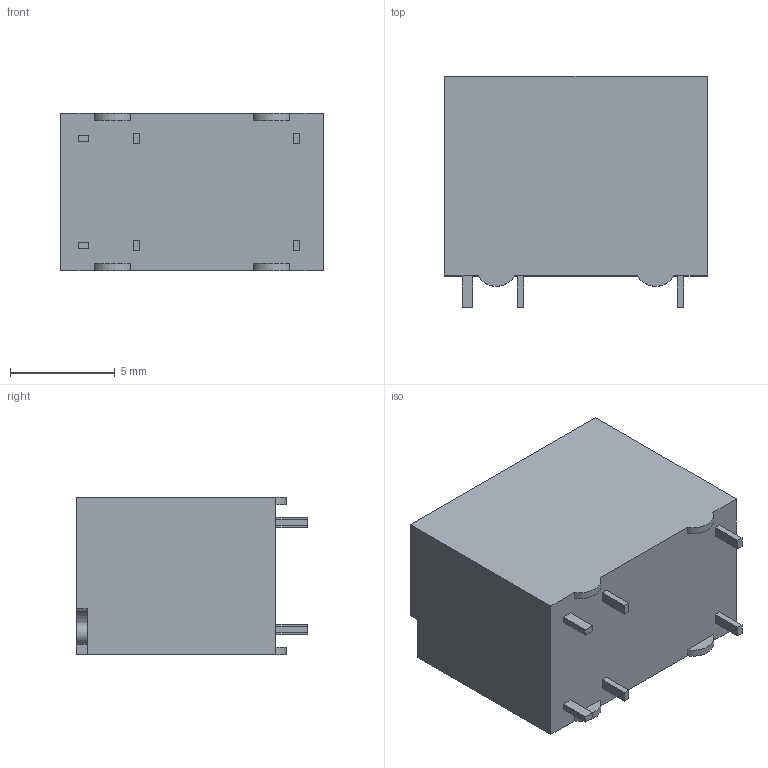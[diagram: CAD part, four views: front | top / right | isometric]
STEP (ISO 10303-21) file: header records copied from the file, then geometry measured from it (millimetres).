
FILE_DESCRIPTION(/* description */ (''),/* implementation_level */ '2;1');
FILE_NAME(/* name */ 'RELAY_G5V-1.step',/* time_stamp */ '2023-02-02T13:10:19+01:00',/* author */ (''),/* organization */ (''),/* preprocessor_version */ 'ST-DEVELOPER v19.2',/* originating_system */ 'Autodesk Translation Framework v11.17.0.187',/* authorisation */ '');
FILE_SCHEMA (('AUTOMOTIVE_DESIGN { 1 0 10303 214 3 1 1 }'));
Length unit declared in the file: millimetre
Products named in the file (1): RELAY_G5V-1
Bounding box: 12.5 x 11 x 7.5 mm (x, y, z)
Volume: 890.7 mm3; surface area: 589.6 mm2
Topology: 1 solids, 1 shells, 55 faces, 135 edges, 90 vertices
Faces by surface type: plane 49, cylinder 6
Full cylindrical faces by diameter (mm): 1 x1
Entity records: 1641 total; most frequent: CARTESIAN_POINT 281, ORIENTED_EDGE 270, DIRECTION 259, EDGE_CURVE 135, LINE 123, VECTOR 123, VERTEX_POINT 90, AXIS2_PLACEMENT_3D 68
